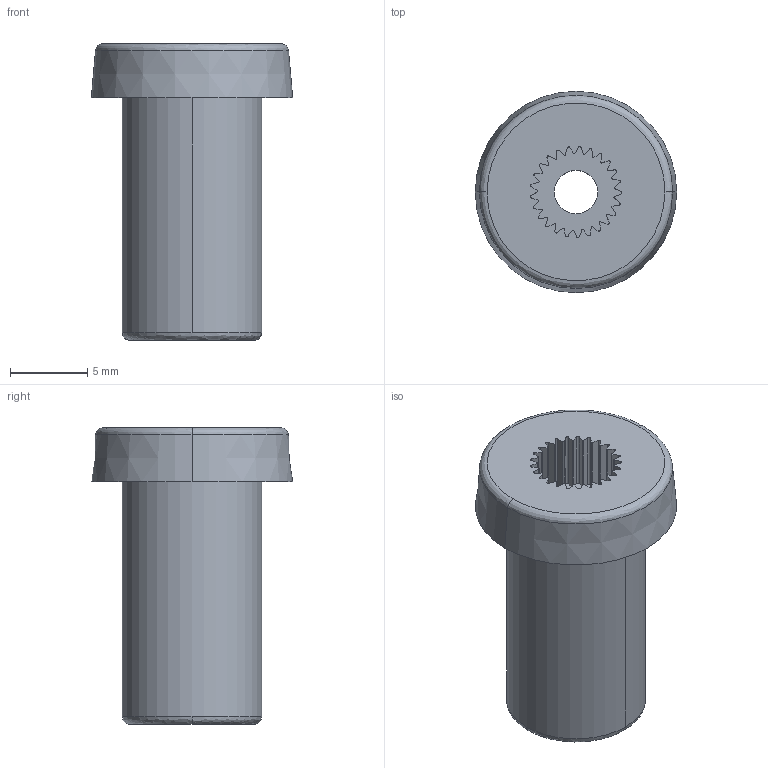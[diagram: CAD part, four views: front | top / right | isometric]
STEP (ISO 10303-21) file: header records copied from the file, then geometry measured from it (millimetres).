
FILE_DESCRIPTION (( 'STEP AP203' ), '1' );
FILE_NAME ('REV-41-1328_Default.step', '2016-09-04T21:39:09', ( '' ), ( '' ), 'SwSTEP 2.0', 'SolidWorks 2015', '' );
FILE_SCHEMA (( 'CONFIG_CONTROL_DESIGN' ));
Length unit declared in the file: inch
Products named in the file (1): REV-41-1328_Default
Bounding box: 13 x 13 x 19.16 mm (x, y, z)
Volume: 1070.4 mm3; surface area: 1166.4 mm2
Topology: 1 solids, 1 shells, 167 faces, 484 edges, 322 vertices
Faces by surface type: cylinder 88, plane 73, bspline 4, cone 2
Entity records: 5695 total; most frequent: CARTESIAN_POINT 1046, DIRECTION 994, ORIENTED_EDGE 968, EDGE_CURVE 484, AXIS2_PLACEMENT_3D 350, VERTEX_POINT 322, VECTOR 294, LINE 294
